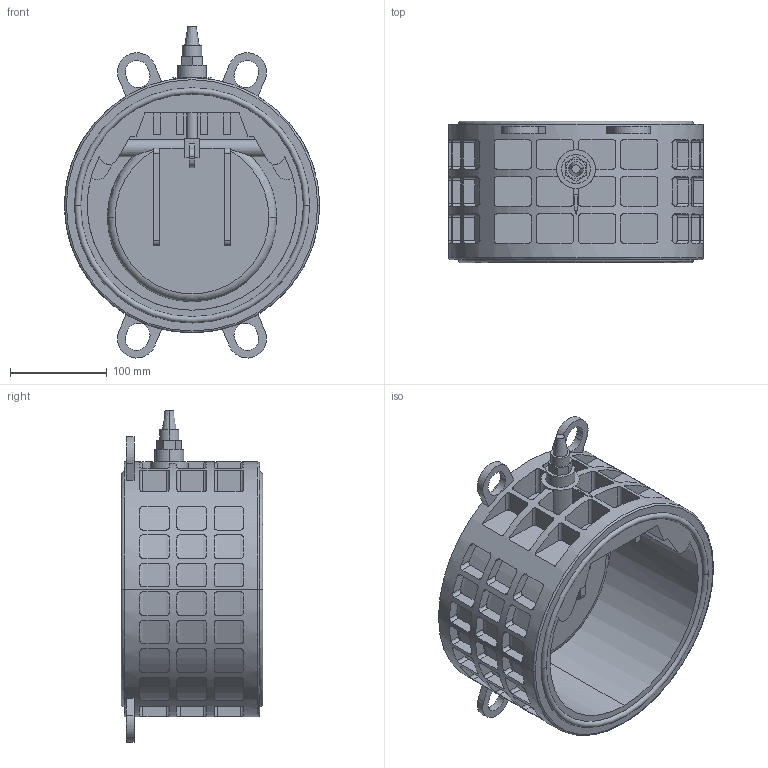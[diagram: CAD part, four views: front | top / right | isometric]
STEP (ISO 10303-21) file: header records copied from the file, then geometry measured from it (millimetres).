
FILE_DESCRIPTION(('STEP AP214'),'1');
FILE_NAME('cctmp_588DE199-662F-48DB-AAD4-C6F0DA8F2AE9_2021_10_25_07_56_30_0471..stp','2021-10-25T05:56:31',('Praher Valves GmbH'),('CADClick - www.CADClick.com'),'Spatial InterOp 3D',' ','unknown authorization');
FILE_SCHEMA(('AUTOMOTIVE_DESIGN'));
Length unit declared in the file: millimetre
Products named in the file (1): 1
Bounding box: 264 x 146.5 x 343.95 mm (x, y, z)
Volume: 2979382.6 mm3; surface area: 494070 mm2
Topology: 1 solids, 1 shells, 684 faces, 1827 edges, 1204 vertices
Faces by surface type: plane 347, cylinder 314, torus 17, sphere 4, cone 2
Entity records: 34406 total; most frequent: CARTESIAN_POINT 12181, ORIENTED_EDGE 3638, DIRECTION 3229, EDGE_CURVE 1819, VERTEX_POINT 1204, AXIS2_PLACEMENT_3D 1123, LINE 983, VECTOR 983
